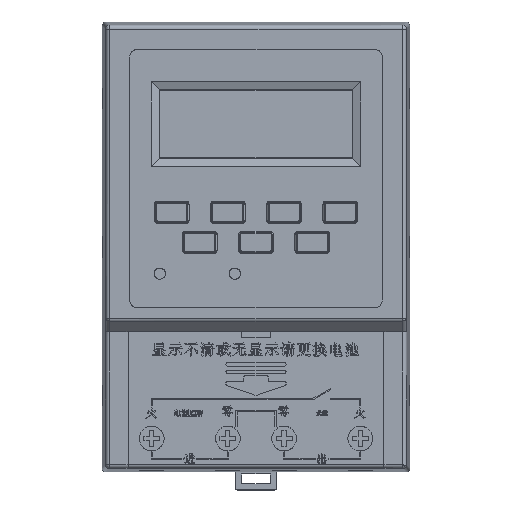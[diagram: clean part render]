
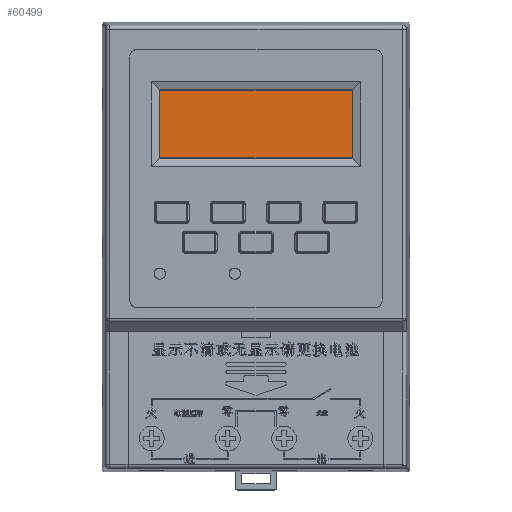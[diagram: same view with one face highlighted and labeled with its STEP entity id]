
A CAD part, top view. The second image highlights one B-rep face of the part: STEP entity #60499.
In plain terms, the highlighted planar face has unit normal (0, 0, 1).
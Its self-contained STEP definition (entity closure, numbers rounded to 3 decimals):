
#26587 = CARTESIAN_POINT ( 'NONE',  ( 24., 40.967, 44. ) ) ;
#37113 = CARTESIAN_POINT ( 'NONE',  ( -24., 24.167, 44. ) ) ;
#38970 = ORIENTED_EDGE ( 'NONE', *, *, #144479, .F. ) ;
#46826 = LINE ( 'NONE', #82096, #142338 ) ;
#48908 = EDGE_CURVE ( 'NONE', #122248, #126665, #188039, .T. ) ;
#51602 = DIRECTION ( 'NONE',  ( -1., 0., 0. ) ) ;
#52365 = CARTESIAN_POINT ( 'NONE',  ( 24., 24.167, 44. ) ) ;
#54161 = EDGE_LOOP ( 'NONE', ( #80247, #194927, #38970, #120792 ) ) ;
#60499 = ADVANCED_FACE ( 'N', ( #82778 ), #228086, .T. ) ;
#66576 = CARTESIAN_POINT ( 'NONE',  ( 24., 24.167, 44. ) ) ;
#67473 = VERTEX_POINT ( 'NONE', #26587 ) ;
#74948 = EDGE_CURVE ( 'NONE', #126665, #175491, #184646, .T. ) ;
#80247 = ORIENTED_EDGE ( 'NONE', *, *, #48908, .F. ) ;
#82096 = CARTESIAN_POINT ( 'NONE',  ( 24., 24.167, 44. ) ) ;
#82778 = FACE_OUTER_BOUND ( 'NONE', #54161, .T. ) ;
#84032 = CARTESIAN_POINT ( 'NONE',  ( -24., 40.967, 44. ) ) ;
#84750 = DIRECTION ( 'NONE',  ( 1., 0., 0. ) ) ;
#108493 = DIRECTION ( 'NONE',  ( 0., 1., 0. ) ) ;
#117383 = DIRECTION ( 'NONE',  ( 0., -1., 0. ) ) ;
#120792 = ORIENTED_EDGE ( 'NONE', *, *, #74948, .F. ) ;
#122248 = VERTEX_POINT ( 'NONE', #200764 ) ;
#123553 = CARTESIAN_POINT ( 'NONE',  ( -24., 40.967, 44. ) ) ;
#124314 = VECTOR ( 'NONE', #231565, 1000. ) ;
#126665 = VERTEX_POINT ( 'NONE', #129020 ) ;
#129020 = CARTESIAN_POINT ( 'NONE',  ( -24., 24.167, 44. ) ) ;
#142338 = VECTOR ( 'NONE', #117383, 1000. ) ;
#144479 = EDGE_CURVE ( 'NONE', #175491, #67473, #166420, .T. ) ;
#145739 = VECTOR ( 'NONE', #51602, 1000. ) ;
#164089 = AXIS2_PLACEMENT_3D ( 'NONE', #66576, #192539, #84750 ) ;
#166420 = LINE ( 'NONE', #123553, #124314 ) ;
#175491 = VERTEX_POINT ( 'NONE', #84032 ) ;
#178951 = VECTOR ( 'NONE', #108493, 1000. ) ;
#184646 = LINE ( 'NONE', #37113, #178951 ) ;
#188039 = LINE ( 'NONE', #52365, #145739 ) ;
#192539 = DIRECTION ( 'NONE',  ( 0., 0., 1. ) ) ;
#194927 = ORIENTED_EDGE ( 'NONE', *, *, #200136, .F. ) ;
#200136 = EDGE_CURVE ( 'NONE', #67473, #122248, #46826, .T. ) ;
#200764 = CARTESIAN_POINT ( 'NONE',  ( 24., 24.167, 44. ) ) ;
#228086 = PLANE ( 'NONE',  #164089 ) ;
#231565 = DIRECTION ( 'NONE',  ( 1., 0., 0. ) ) ;
